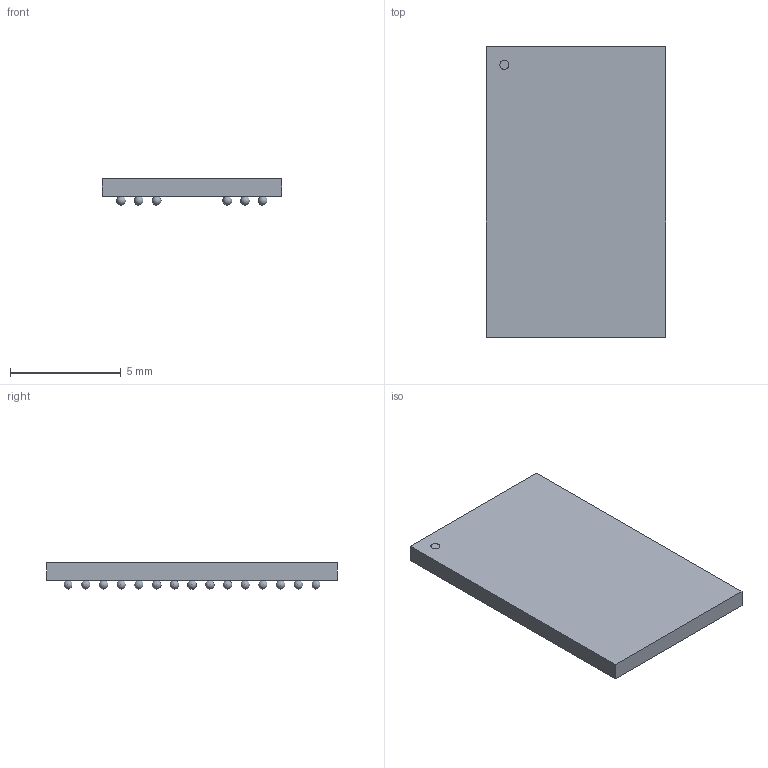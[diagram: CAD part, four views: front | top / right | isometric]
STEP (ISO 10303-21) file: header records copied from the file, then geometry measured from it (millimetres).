
FILE_DESCRIPTION(('STEP AP214'),'1');
FILE_NAME('TFBGA-90_8X13_ISI','2025-08-09T07:42:07',(''),(''),'','','');
FILE_SCHEMA(('AUTOMOTIVE_DESIGN'));
Length unit declared in the file: millimetre
Products named in the file (1): product
Bounding box: 8.1 x 13.11 x 1.2 mm (x, y, z)
Volume: 90.1 mm3; surface area: 339.5 mm2
Topology: 182 solids, 182 shells, 189 faces, 555 edges, 370 vertices
Faces by surface type: sphere 180, plane 8, cylinder 1
Full cylindrical faces by diameter (mm): 0.405 x1
Entity records: 1993 total; most frequent: DIRECTION 398, CARTESIAN_POINT 203, AXIS2_PLACEMENT_3D 193, STYLED_ITEM 189, ADVANCED_FACE 189, MANIFOLD_SOLID_BREP 182, CLOSED_SHELL 182, SPHERICAL_SURFACE 180
